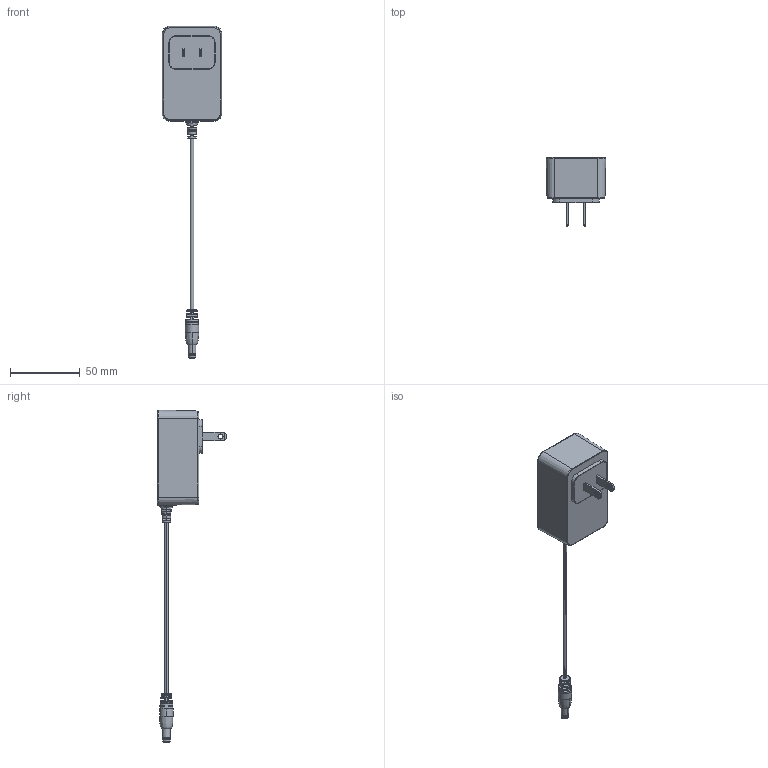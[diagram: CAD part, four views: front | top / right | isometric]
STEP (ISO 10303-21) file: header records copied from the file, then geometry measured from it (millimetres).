
FILE_DESCRIPTION (( 'STEP AP203' ), '1' );
FILE_NAME ('16-00207.STEP', '2019-08-13T20:49:47', ( '' ), ( '' ), 'SwSTEP 2.0', 'SolidWorks 2015', '' );
FILE_SCHEMA (( 'CONFIG_CONTROL_DESIGN' ));
Length unit declared in the file: millimetre
Products named in the file (14): 50-00129 contact; 50-00129 shell; 26-00002_bottom case; 50-00129 insulator; 26-00002; 10-03173; 16-00207; 24-00003; 50-00129; 24-00279; 26-00002_top case; UL_1-15 pin; Nema 1-15 plug; 30-00344_power supply
Assembly tree (14 placements, depth 4):
  16-00207
    10-03173
      30-00344_power supply
      24-00003
      24-00279
      50-00129
        50-00129 contact
        50-00129 insulator
        50-00129 shell
    26-00002
      26-00002_bottom case
      26-00002_top case
    Nema 1-15 plug
      UL_1-15 pin  x2
Bounding box: 42.97 x 49.5 x 238.07 mm (x, y, z)
Volume: 27888 mm3; surface area: 34611.4 mm2
Topology: 94 solids, 94 shells, 1148 faces, 2583 edges, 1688 vertices
Faces by surface type: plane 632, cylinder 299, bspline 137, cone 46, torus 34
Entity records: 38504 total; most frequent: CARTESIAN_POINT 12429, ORIENTED_EDGE 5038, DIRECTION 4960, EDGE_CURVE 2519, AXIS2_PLACEMENT_3D 1808, VERTEX_POINT 1648, VECTOR 1344, LINE 1344
